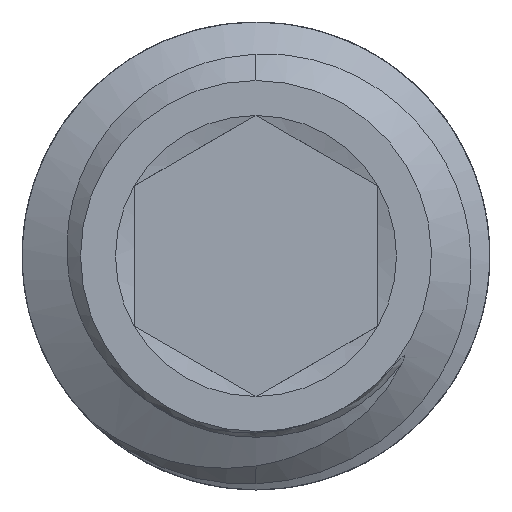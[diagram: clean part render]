
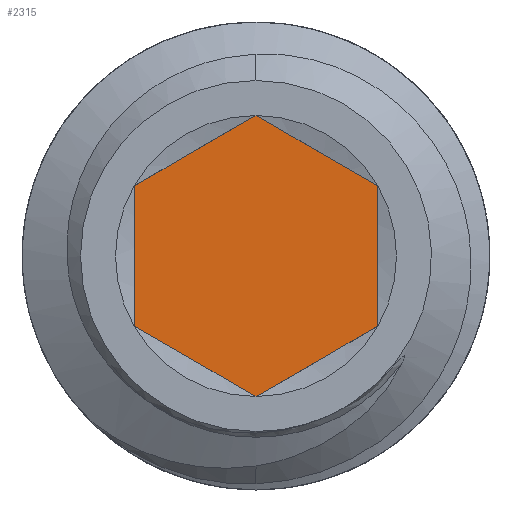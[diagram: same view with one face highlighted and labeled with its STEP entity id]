
A CAD part, front view. The second image highlights one B-rep face of the part: STEP entity #2315.
In plain terms, the highlighted planar face has unit normal (0, -1, 0).
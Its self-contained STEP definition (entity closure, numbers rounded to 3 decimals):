
#19 = DIRECTION ( 'NONE',  ( 0., 0., 1. ) ) ;
#53 = EDGE_CURVE ( 'NONE', #2966, #1878, #1545, .T. ) ;
#106 = CARTESIAN_POINT ( 'NONE',  ( 0., -2., 0. ) ) ;
#146 = ORIENTED_EDGE ( 'NONE', *, *, #1049, .T. ) ;
#196 = CARTESIAN_POINT ( 'NONE',  ( -1.04, -2., -0.6 ) ) ;
#292 = ORIENTED_EDGE ( 'NONE', *, *, #2353, .T. ) ;
#317 = EDGE_LOOP ( 'NONE', ( #1586, #1204, #292, #763, #146, #1907 ) ) ;
#433 = VERTEX_POINT ( 'NONE', #1068 ) ;
#503 = VERTEX_POINT ( 'NONE', #1600 ) ;
#541 = CARTESIAN_POINT ( 'NONE',  ( 0., -2., -1.201 ) ) ;
#557 = DIRECTION ( 'NONE',  ( 0., 0., -1. ) ) ;
#719 = VECTOR ( 'NONE', #2972, 1000. ) ;
#763 = ORIENTED_EDGE ( 'NONE', *, *, #1941, .T. ) ;
#938 = VECTOR ( 'NONE', #1544, 1000. ) ;
#989 = VECTOR ( 'NONE', #1456, 1000. ) ;
#1049 = EDGE_CURVE ( 'NONE', #503, #1457, #2074, .T. ) ;
#1064 = DIRECTION ( 'NONE',  ( 0.866, 0., 0.5 ) ) ;
#1068 = CARTESIAN_POINT ( 'NONE',  ( 0., -2., 1.201 ) ) ;
#1152 = VECTOR ( 'NONE', #1064, 1000. ) ;
#1155 = VECTOR ( 'NONE', #1863, 1000. ) ;
#1204 = ORIENTED_EDGE ( 'NONE', *, *, #53, .T. ) ;
#1305 = EDGE_CURVE ( 'NONE', #1457, #2726, #2635, .T. ) ;
#1339 = LINE ( 'NONE', #2728, #719 ) ;
#1456 = DIRECTION ( 'NONE',  ( -0.866, 0., 0.5 ) ) ;
#1457 = VERTEX_POINT ( 'NONE', #1792 ) ;
#1468 = PLANE ( 'NONE',  #1476 ) ;
#1476 = AXIS2_PLACEMENT_3D ( 'NONE', #106, #1723, #557 ) ;
#1499 = CARTESIAN_POINT ( 'NONE',  ( 0., -2., -1.201 ) ) ;
#1544 = DIRECTION ( 'NONE',  ( 0.866, 0., -0.5 ) ) ;
#1545 = LINE ( 'NONE', #1821, #2470 ) ;
#1586 = ORIENTED_EDGE ( 'NONE', *, *, #1860, .T. ) ;
#1600 = CARTESIAN_POINT ( 'NONE',  ( -1.04, -2., 0.6 ) ) ;
#1617 = CARTESIAN_POINT ( 'NONE',  ( -1.04, -2., 0.6 ) ) ;
#1723 = DIRECTION ( 'NONE',  ( 0., -1., 0. ) ) ;
#1757 = LINE ( 'NONE', #2673, #989 ) ;
#1765 = FACE_OUTER_BOUND ( 'NONE', #317, .T. ) ;
#1769 = LINE ( 'NONE', #1499, #1152 ) ;
#1792 = CARTESIAN_POINT ( 'NONE',  ( -1.04, -2., -0.6 ) ) ;
#1821 = CARTESIAN_POINT ( 'NONE',  ( 1.04, -2., -0.6 ) ) ;
#1860 = EDGE_CURVE ( 'NONE', #2726, #2966, #1769, .T. ) ;
#1863 = DIRECTION ( 'NONE',  ( 0., 0., -1. ) ) ;
#1878 = VERTEX_POINT ( 'NONE', #2248 ) ;
#1907 = ORIENTED_EDGE ( 'NONE', *, *, #1305, .T. ) ;
#1941 = EDGE_CURVE ( 'NONE', #433, #503, #1339, .T. ) ;
#2074 = LINE ( 'NONE', #1617, #1155 ) ;
#2235 = CARTESIAN_POINT ( 'NONE',  ( 1.04, -2., -0.6 ) ) ;
#2248 = CARTESIAN_POINT ( 'NONE',  ( 1.04, -2., 0.6 ) ) ;
#2315 = ADVANCED_FACE ( 'NONE', ( #1765 ), #1468, .T. ) ;
#2353 = EDGE_CURVE ( 'NONE', #1878, #433, #1757, .T. ) ;
#2470 = VECTOR ( 'NONE', #19, 1000. ) ;
#2635 = LINE ( 'NONE', #196, #938 ) ;
#2673 = CARTESIAN_POINT ( 'NONE',  ( 1.04, -2., 0.6 ) ) ;
#2726 = VERTEX_POINT ( 'NONE', #541 ) ;
#2728 = CARTESIAN_POINT ( 'NONE',  ( 0., -2., 1.201 ) ) ;
#2966 = VERTEX_POINT ( 'NONE', #2235 ) ;
#2972 = DIRECTION ( 'NONE',  ( -0.866, 0., -0.5 ) ) ;
